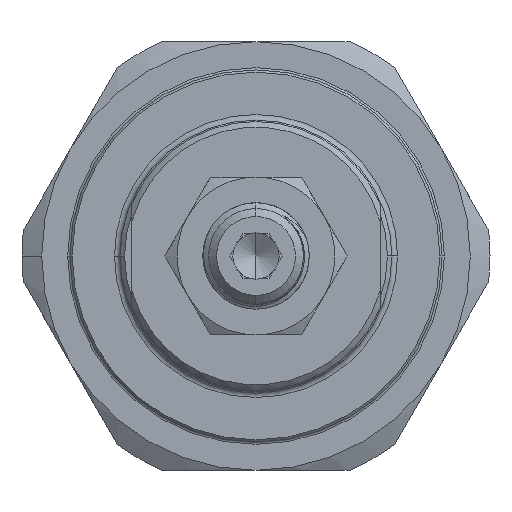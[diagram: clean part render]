
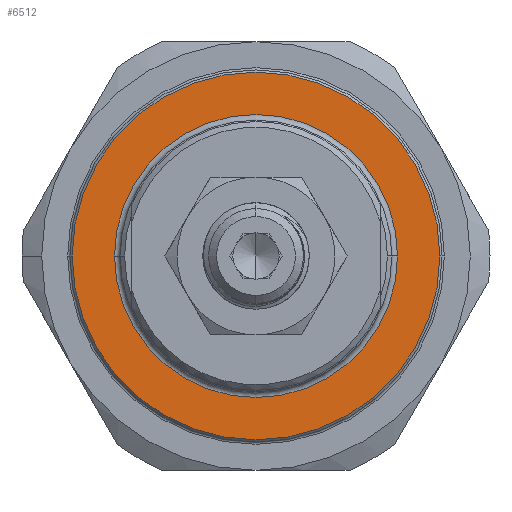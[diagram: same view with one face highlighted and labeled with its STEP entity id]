
A CAD part, left-side view. The second image highlights one B-rep face of the part: STEP entity #6512.
In plain terms, the highlighted planar face has unit normal (-1, 0, 0).
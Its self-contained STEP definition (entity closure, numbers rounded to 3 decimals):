
#1546 = EDGE_LOOP ( 'NONE', ( #3947, #8215 ) ) ;
#2012 = CIRCLE ( 'NONE', #12597, 12.55 ) ;
#2086 = CIRCLE ( 'NONE', #8482, 16.3 ) ;
#2098 = CIRCLE ( 'NONE', #8595, 16.3 ) ;
#2366 = FACE_OUTER_BOUND ( 'NONE', #10459, .T. ) ;
#2375 = FACE_BOUND ( 'NONE', #1546, .T. ) ;
#3947 = ORIENTED_EDGE ( 'NONE', *, *, #4605, .T. ) ;
#4306 = CARTESIAN_POINT ( 'NONE',  ( 2., -16.5, 0. ) ) ;
#4313 = PLANE ( 'NONE',  #8517 ) ;
#4317 = DIRECTION ( 'NONE',  ( 1., 0., 0. ) ) ;
#4319 = DIRECTION ( 'NONE',  ( 0., 1., 0. ) ) ;
#4389 = CARTESIAN_POINT ( 'NONE',  ( 2., 16.3, 0. ) ) ;
#4541 = CARTESIAN_POINT ( 'NONE',  ( 2., -16.3, 0. ) ) ;
#4605 = EDGE_CURVE ( 'NONE', #9327, #7115, #2012, .T. ) ;
#4708 = CARTESIAN_POINT ( 'NONE',  ( 2., -12.55, 0. ) ) ;
#4785 = CARTESIAN_POINT ( 'NONE',  ( 2., 12.55, 0. ) ) ;
#4821 = EDGE_CURVE ( 'NONE', #6984, #6882, #2086, .T. ) ;
#4851 = EDGE_CURVE ( 'NONE', #6882, #6984, #2098, .T. ) ;
#6512 = ADVANCED_FACE ( 'NONE', ( #2366, #2375 ), #4313, .F. ) ;
#6882 = VERTEX_POINT ( 'NONE', #4389 ) ;
#6984 = VERTEX_POINT ( 'NONE', #4541 ) ;
#7115 = VERTEX_POINT ( 'NONE', #4708 ) ;
#7855 = CARTESIAN_POINT ( 'NONE',  ( 2., 0., 0. ) ) ;
#7856 = DIRECTION ( 'NONE',  ( -1., 0., 0. ) ) ;
#7858 = DIRECTION ( 'NONE',  ( 0., 1., 0. ) ) ;
#8014 = CARTESIAN_POINT ( 'NONE',  ( 2., 0., 0. ) ) ;
#8015 = DIRECTION ( 'NONE',  ( -1., 0., 0. ) ) ;
#8017 = DIRECTION ( 'NONE',  ( 0., 1., 0. ) ) ;
#8215 = ORIENTED_EDGE ( 'NONE', *, *, #12632, .T. ) ;
#8265 = AXIS2_PLACEMENT_3D ( 'NONE', #12357, #12358, #12359 ) ;
#8314 = ORIENTED_EDGE ( 'NONE', *, *, #4851, .T. ) ;
#8411 = ORIENTED_EDGE ( 'NONE', *, *, #4821, .T. ) ;
#8482 = AXIS2_PLACEMENT_3D ( 'NONE', #7855, #7856, #7858 ) ;
#8517 = AXIS2_PLACEMENT_3D ( 'NONE', #4306, #4317, #4319 ) ;
#8595 = AXIS2_PLACEMENT_3D ( 'NONE', #8014, #8015, #8017 ) ;
#8728 = CIRCLE ( 'NONE', #8265, 12.55 ) ;
#9039 = CARTESIAN_POINT ( 'NONE',  ( 2., 0., 0. ) ) ;
#9040 = DIRECTION ( 'NONE',  ( 1., 0., 0. ) ) ;
#9041 = DIRECTION ( 'NONE',  ( 0., 1., 0. ) ) ;
#9327 = VERTEX_POINT ( 'NONE', #4785 ) ;
#10459 = EDGE_LOOP ( 'NONE', ( #8314, #8411 ) ) ;
#12357 = CARTESIAN_POINT ( 'NONE',  ( 2., 0., 0. ) ) ;
#12358 = DIRECTION ( 'NONE',  ( 1., 0., 0. ) ) ;
#12359 = DIRECTION ( 'NONE',  ( 0., 1., 0. ) ) ;
#12597 = AXIS2_PLACEMENT_3D ( 'NONE', #9039, #9040, #9041 ) ;
#12632 = EDGE_CURVE ( 'NONE', #7115, #9327, #8728, .T. ) ;
